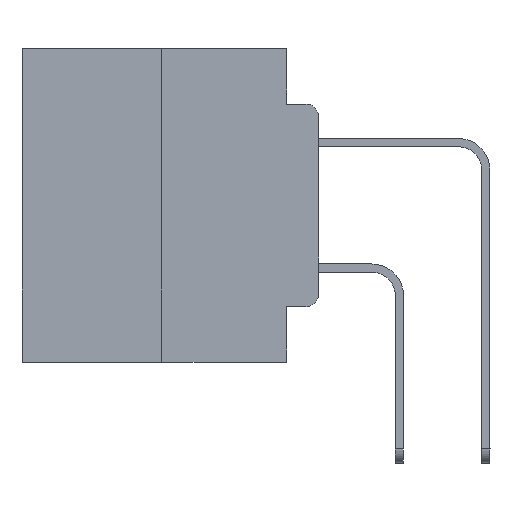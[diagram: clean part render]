
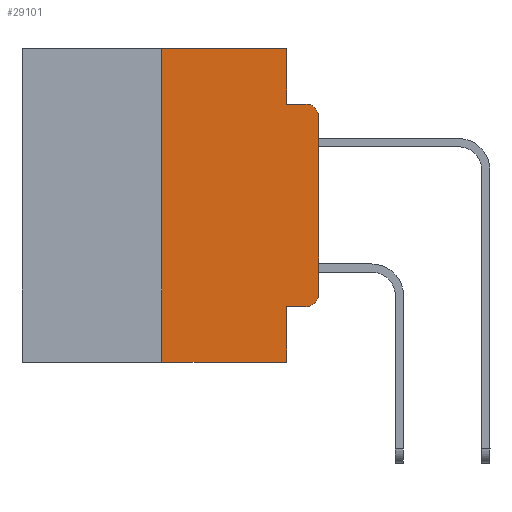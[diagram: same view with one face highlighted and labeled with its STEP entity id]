
A CAD part, left-side view. The second image highlights one B-rep face of the part: STEP entity #29101.
In plain terms, the highlighted planar face has unit normal (-1, 0, 0).
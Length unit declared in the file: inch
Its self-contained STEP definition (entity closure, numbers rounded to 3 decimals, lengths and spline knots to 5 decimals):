
#47 = DIRECTION ( 'NONE',  ( -1., 0., 0. ) ) ;
#986 = VECTOR ( 'NONE', #9134, 39.37008 ) ;
#1592 = ORIENTED_EDGE ( 'NONE', *, *, #20295, .F. ) ;
#2299 = CARTESIAN_POINT ( 'NONE',  ( 0., 0.02, -0.1085 ) ) ;
#2659 = CARTESIAN_POINT ( 'NONE',  ( 0., 0.051, -0.4115 ) ) ;
#2726 = VERTEX_POINT ( 'NONE', #28068 ) ;
#3544 = CARTESIAN_POINT ( 'NONE',  ( 0., 0.02, -0.4115 ) ) ;
#3628 = VERTEX_POINT ( 'NONE', #12424 ) ;
#3642 = DIRECTION ( 'NONE',  ( 0., -1., 0. ) ) ;
#4142 = EDGE_CURVE ( 'NONE', #13303, #15088, #4312, .T. ) ;
#4245 = VERTEX_POINT ( 'NONE', #20675 ) ;
#4248 = ORIENTED_EDGE ( 'NONE', *, *, #4142, .T. ) ;
#4256 = DIRECTION ( 'NONE',  ( 0., 0., -1. ) ) ;
#4312 = CIRCLE ( 'NONE', #20389, 0.02 ) ;
#4315 = EDGE_CURVE ( 'NONE', #15088, #3628, #16082, .T. ) ;
#4674 = EDGE_CURVE ( 'NONE', #22859, #13303, #8377, .T. ) ;
#5105 = CARTESIAN_POINT ( 'NONE',  ( 0., 0.051, -0.0885 ) ) ;
#5806 = DIRECTION ( 'NONE',  ( 0., 0., -1. ) ) ;
#6019 = CARTESIAN_POINT ( 'NONE',  ( 0., 0.473, -0.5 ) ) ;
#6157 = CARTESIAN_POINT ( 'NONE',  ( 0., 0.051, -0.0885 ) ) ;
#6572 = LINE ( 'NONE', #6019, #26020 ) ;
#6706 = DIRECTION ( 'NONE',  ( 0., -1., 0. ) ) ;
#7782 = VECTOR ( 'NONE', #21702, 39.37008 ) ;
#8246 = CARTESIAN_POINT ( 'NONE',  ( 0., 0.473, 0. ) ) ;
#8377 = LINE ( 'NONE', #26422, #18524 ) ;
#8975 = EDGE_CURVE ( 'NONE', #4245, #9416, #23955, .T. ) ;
#8986 = ORIENTED_EDGE ( 'NONE', *, *, #4315, .T. ) ;
#9134 = DIRECTION ( 'NONE',  ( 0., 0., 1. ) ) ;
#9390 = EDGE_CURVE ( 'NONE', #9416, #22116, #24371, .T. ) ;
#9416 = VERTEX_POINT ( 'NONE', #26288 ) ;
#9558 = ORIENTED_EDGE ( 'NONE', *, *, #9390, .F. ) ;
#9709 = VERTEX_POINT ( 'NONE', #5105 ) ;
#10780 = ORIENTED_EDGE ( 'NONE', *, *, #15709, .T. ) ;
#11075 = VECTOR ( 'NONE', #3642, 39.37008 ) ;
#11231 = VECTOR ( 'NONE', #15556, 39.37008 ) ;
#11255 = CARTESIAN_POINT ( 'NONE',  ( 0., 0.051, 0. ) ) ;
#11690 = ORIENTED_EDGE ( 'NONE', *, *, #4674, .T. ) ;
#12182 = EDGE_CURVE ( 'NONE', #22116, #9709, #22176, .T. ) ;
#12424 = CARTESIAN_POINT ( 'NONE',  ( 0., 0., -0.1085 ) ) ;
#12495 = VECTOR ( 'NONE', #26767, 39.37008 ) ;
#13303 = VERTEX_POINT ( 'NONE', #3544 ) ;
#13475 = ORIENTED_EDGE ( 'NONE', *, *, #12182, .F. ) ;
#13592 = VECTOR ( 'NONE', #4256, 39.37008 ) ;
#13936 = EDGE_CURVE ( 'NONE', #3628, #25458, #25419, .T. ) ;
#14887 = LINE ( 'NONE', #6157, #11075 ) ;
#15088 = VERTEX_POINT ( 'NONE', #23929 ) ;
#15174 = DIRECTION ( 'NONE',  ( 0., -1., 0. ) ) ;
#15393 = FACE_OUTER_BOUND ( 'NONE', #20621, .T. ) ;
#15556 = DIRECTION ( 'NONE',  ( 0., 0., -1. ) ) ;
#15644 = CARTESIAN_POINT ( 'NONE',  ( 0., 0.02, -0.3915 ) ) ;
#15709 = EDGE_CURVE ( 'NONE', #4245, #2726, #6572, .T. ) ;
#16082 = LINE ( 'NONE', #27634, #986 ) ;
#16607 = DIRECTION ( 'NONE',  ( 1., 0., 0. ) ) ;
#17054 = CARTESIAN_POINT ( 'NONE',  ( 0., 0.473, 0. ) ) ;
#17446 = CARTESIAN_POINT ( 'NONE',  ( 0., 0.25, 0. ) ) ;
#17933 = LINE ( 'NONE', #11255, #11231 ) ;
#18524 = VECTOR ( 'NONE', #15174, 39.37008 ) ;
#19753 = CARTESIAN_POINT ( 'NONE',  ( 0., 0.051, 0. ) ) ;
#20295 = EDGE_CURVE ( 'NONE', #9709, #25458, #14887, .T. ) ;
#20389 = AXIS2_PLACEMENT_3D ( 'NONE', #15644, #24671, #21869 ) ;
#20621 = EDGE_LOOP ( 'NONE', ( #8986, #24215, #1592, #13475, #9558, #28360, #10780, #28159, #11690, #4248 ) ) ;
#20675 = CARTESIAN_POINT ( 'NONE',  ( 0., 0.25, -0.5 ) ) ;
#20823 = AXIS2_PLACEMENT_3D ( 'NONE', #17054, #16607, #5806 ) ;
#21702 = DIRECTION ( 'NONE',  ( 0., -1., 0. ) ) ;
#21869 = DIRECTION ( 'NONE',  ( 0., 0., -1. ) ) ;
#22116 = VERTEX_POINT ( 'NONE', #19753 ) ;
#22176 = LINE ( 'NONE', #24670, #13592 ) ;
#22859 = VERTEX_POINT ( 'NONE', #2659 ) ;
#23609 = CARTESIAN_POINT ( 'NONE',  ( 0., 0.02, -0.0885 ) ) ;
#23869 = PLANE ( 'NONE',  #20823 ) ;
#23929 = CARTESIAN_POINT ( 'NONE',  ( 0., 0., -0.3915 ) ) ;
#23955 = LINE ( 'NONE', #17446, #12495 ) ;
#24003 = EDGE_CURVE ( 'NONE', #22859, #2726, #17933, .T. ) ;
#24007 = AXIS2_PLACEMENT_3D ( 'NONE', #2299, #47, #25509 ) ;
#24215 = ORIENTED_EDGE ( 'NONE', *, *, #13936, .T. ) ;
#24371 = LINE ( 'NONE', #8246, #7782 ) ;
#24670 = CARTESIAN_POINT ( 'NONE',  ( 0., 0.051, 0. ) ) ;
#24671 = DIRECTION ( 'NONE',  ( -1., 0., 0. ) ) ;
#25419 = CIRCLE ( 'NONE', #24007, 0.02 ) ;
#25458 = VERTEX_POINT ( 'NONE', #23609 ) ;
#25509 = DIRECTION ( 'NONE',  ( 0., 0., -1. ) ) ;
#26020 = VECTOR ( 'NONE', #6706, 39.37008 ) ;
#26288 = CARTESIAN_POINT ( 'NONE',  ( 0., 0.25, 0. ) ) ;
#26422 = CARTESIAN_POINT ( 'NONE',  ( 0., 0.051, -0.4115 ) ) ;
#26767 = DIRECTION ( 'NONE',  ( 0., 0., 1. ) ) ;
#27634 = CARTESIAN_POINT ( 'NONE',  ( 0., 0., 0. ) ) ;
#28068 = CARTESIAN_POINT ( 'NONE',  ( 0., 0.051, -0.5 ) ) ;
#28159 = ORIENTED_EDGE ( 'NONE', *, *, #24003, .F. ) ;
#28360 = ORIENTED_EDGE ( 'NONE', *, *, #8975, .F. ) ;
#29101 = ADVANCED_FACE ( 'NONE', ( #15393 ), #23869, .F. ) ;
